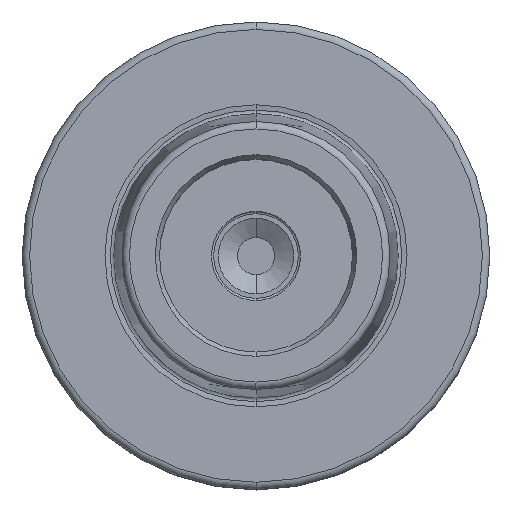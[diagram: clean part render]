
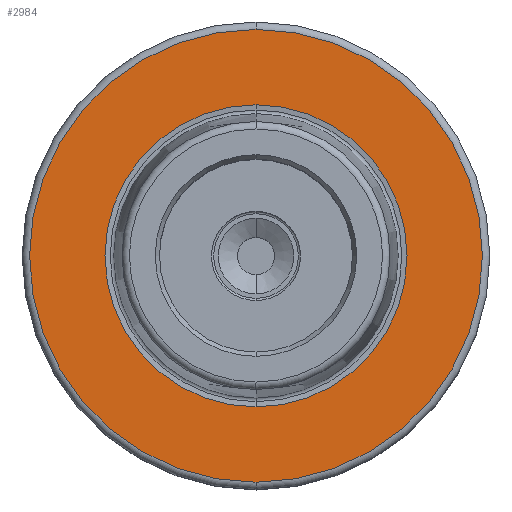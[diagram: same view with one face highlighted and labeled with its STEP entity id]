
A CAD part, top view. The second image highlights one B-rep face of the part: STEP entity #2984.
In plain terms, the highlighted planar face has unit normal (0, 0, 1).
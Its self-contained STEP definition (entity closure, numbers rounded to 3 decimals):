
#168=CARTESIAN_POINT('',(0,0,26));
#169=DIRECTION('',(0,0,1));
#170=DIRECTION('',(0,1,0));
#171=AXIS2_PLACEMENT_3D('',#168,#169,#170);
#173=CARTESIAN_POINT('',(0,0,26));
#174=DIRECTION('',(0,0,1));
#175=DIRECTION('',(0,-1,0));
#176=AXIS2_PLACEMENT_3D('',#173,#174,#175);
#186=CARTESIAN_POINT('',(0,0,26));
#187=DIRECTION('',(0,0,1));
#188=DIRECTION('',(0,1,0));
#189=AXIS2_PLACEMENT_3D('',#186,#187,#188);
#191=CARTESIAN_POINT('',(0,0,26));
#192=DIRECTION('',(0,0,-1));
#193=DIRECTION('',(0,1,0));
#194=AXIS2_PLACEMENT_3D('',#191,#192,#193);
#2271=CARTESIAN_POINT('',(0,20.344,26));
#2273=VERTEX_POINT('',#2271);
#2301=CARTESIAN_POINT('',(0,-20.344,26));
#2303=VERTEX_POINT('',#2301);
#2347=CARTESIAN_POINT('',(0,30.5,26));
#2348=CARTESIAN_POINT('',(0,-30.5,26));
#2349=VERTEX_POINT('',#2347);
#2350=VERTEX_POINT('',#2348);
#2968=CARTESIAN_POINT('',(0,0,26));
#2969=DIRECTION('',(0,0,-1));
#2970=DIRECTION('',(0,-1,0));
#2971=AXIS2_PLACEMENT_3D('',#2968,#2969,#2970);
#2972=PLANE('',#2971);
#2974=ORIENTED_EDGE('',*,*,#2973,.F.);
#2975=ORIENTED_EDGE('',*,*,#2958,.F.);
#2976=EDGE_LOOP('',(#2974,#2975));
#2977=FACE_OUTER_BOUND('',#2976,.F.);
#2979=ORIENTED_EDGE('',*,*,#2978,.T.);
#2981=ORIENTED_EDGE('',*,*,#2980,.F.);
#2982=EDGE_LOOP('',(#2979,#2981));
#2983=FACE_BOUND('',#2982,.F.);
#2984=ADVANCED_FACE('',(#2977,#2983),#2972,.F.);
#172=CIRCLE('',#171,30.5);
#177=CIRCLE('',#176,30.5);
#190=CIRCLE('',#189,20.344);
#195=CIRCLE('',#194,20.344);
#2958=EDGE_CURVE('',#2350,#2349,#177,.T.);
#2973=EDGE_CURVE('',#2349,#2350,#172,.T.);
#2978=EDGE_CURVE('',#2273,#2303,#190,.T.);
#2980=EDGE_CURVE('',#2273,#2303,#195,.T.);
